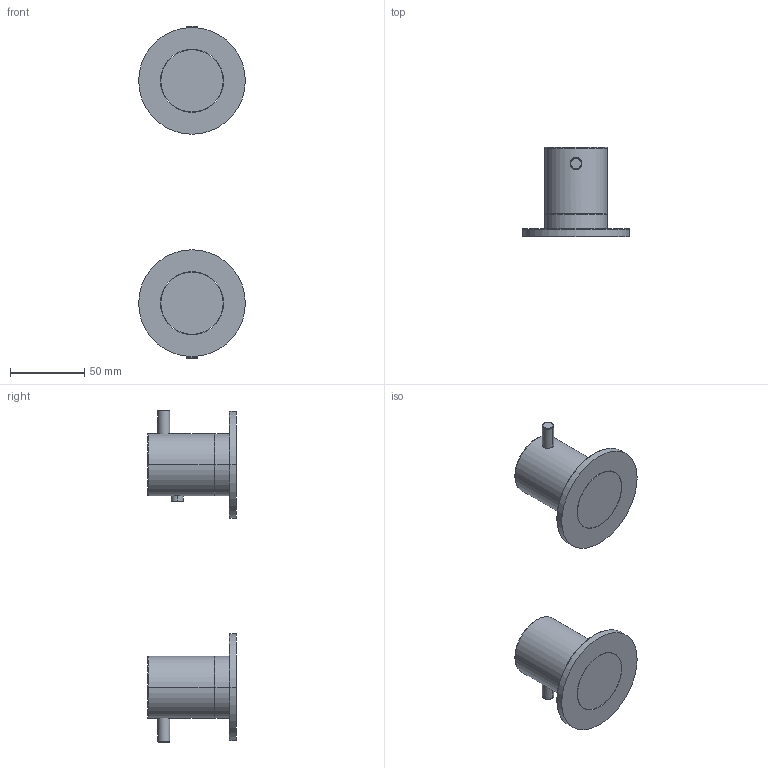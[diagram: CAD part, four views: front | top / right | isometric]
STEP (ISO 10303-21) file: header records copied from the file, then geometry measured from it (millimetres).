
FILE_DESCRIPTION((''),'2;1');
FILE_NAME('15771','2024-06-29T16:12:23',('dell'),(''),'CREO PARAMETRIC BY PTC INC, 2019224','CREO PARAMETRIC BY PTC INC, 2019224','');
FILE_SCHEMA(('CONFIG_CONTROL_DESIGN'));
Length unit declared in the file: millimetre
Products named in the file (1): 15771
Bounding box: 72 x 60 x 224 mm (x, y, z)
Volume: 194549.6 mm3; surface area: 36535.8 mm2
Topology: 4 solids, 4 shells, 53 faces, 102 edges, 62 vertices
Faces by surface type: cylinder 22, torus 18, plane 13
Entity records: 1477 total; most frequent: CARTESIAN_POINT 300, DIRECTION 276, ORIENTED_EDGE 204, AXIS2_PLACEMENT_3D 127, EDGE_CURVE 102, CIRCLE 74, VERTEX_POINT 62, EDGE_LOOP 62
